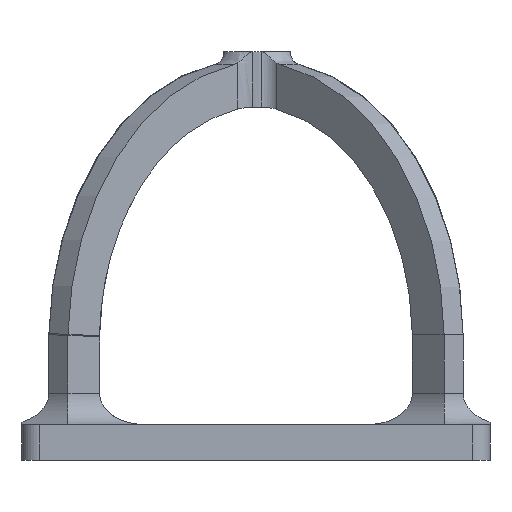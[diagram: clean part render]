
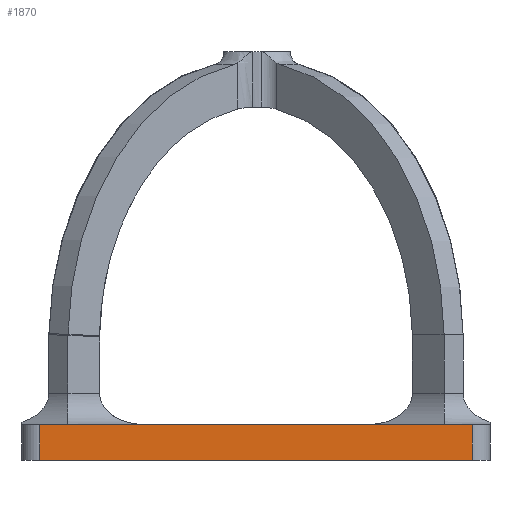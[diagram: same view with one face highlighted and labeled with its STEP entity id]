
A CAD part, front view. The second image highlights one B-rep face of the part: STEP entity #1870.
In plain terms, the highlighted planar face has unit normal (0, -1, 0).
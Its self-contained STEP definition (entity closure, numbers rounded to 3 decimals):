
#144=PLANE('',#2059);
#242=FACE_OUTER_BOUND('',#361,.T.);
#361=EDGE_LOOP('',(#1613,#1614,#1615,#1616));
#403=LINE('',#2648,#548);
#433=LINE('',#2736,#578);
#508=LINE('',#3768,#653);
#509=LINE('',#3770,#654);
#548=VECTOR('',#2148,10.);
#578=VECTOR('',#2216,10.);
#653=VECTOR('',#2507,10.);
#654=VECTOR('',#2510,10.);
#758=VERTEX_POINT('',#2645);
#759=VERTEX_POINT('',#2647);
#797=VERTEX_POINT('',#2733);
#798=VERTEX_POINT('',#2735);
#937=EDGE_CURVE('',#758,#759,#403,.T.);
#981=EDGE_CURVE('',#797,#798,#433,.F.);
#1163=EDGE_CURVE('',#798,#758,#508,.T.);
#1164=EDGE_CURVE('',#759,#797,#509,.T.);
#1613=ORIENTED_EDGE('',*,*,#1163,.F.);
#1614=ORIENTED_EDGE('',*,*,#981,.F.);
#1615=ORIENTED_EDGE('',*,*,#1164,.F.);
#1616=ORIENTED_EDGE('',*,*,#937,.F.);
#1870=ADVANCED_FACE('',(#242),#144,.T.);
#2059=AXIS2_PLACEMENT_3D('',#3769,#2508,#2509);
#2148=DIRECTION('',(1.,0.,0.));
#2216=DIRECTION('',(1.,0.,0.));
#2507=DIRECTION('',(0.,0.,1.));
#2508=DIRECTION('center_axis',(0.,-1.,0.));
#2509=DIRECTION('ref_axis',(1.,0.,0.));
#2510=DIRECTION('',(0.,0.,-1.));
#2645=CARTESIAN_POINT('',(-60.193,-13.699,124.35));
#2647=CARTESIAN_POINT('',(36.192,-13.699,124.35));
#2648=CARTESIAN_POINT('',(51.365,-13.699,124.35));
#2733=CARTESIAN_POINT('',(36.192,-13.699,116.35));
#2735=CARTESIAN_POINT('',(-60.193,-13.699,116.35));
#2736=CARTESIAN_POINT('',(-38.287,-13.699,116.35));
#3768=CARTESIAN_POINT('',(-60.193,-13.699,118.35));
#3769=CARTESIAN_POINT('Origin',(-72.636,-13.699,118.35));
#3770=CARTESIAN_POINT('',(36.192,-13.699,121.35));
